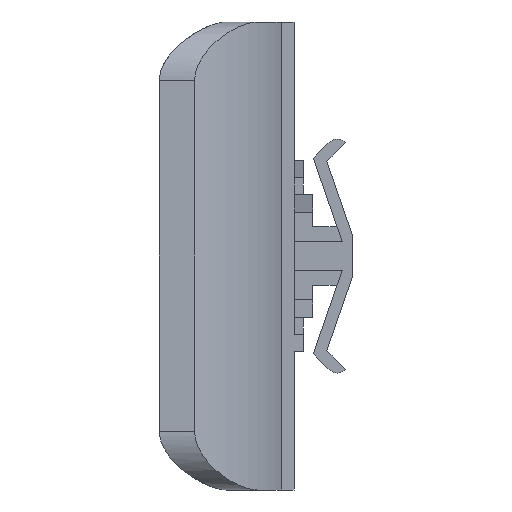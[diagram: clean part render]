
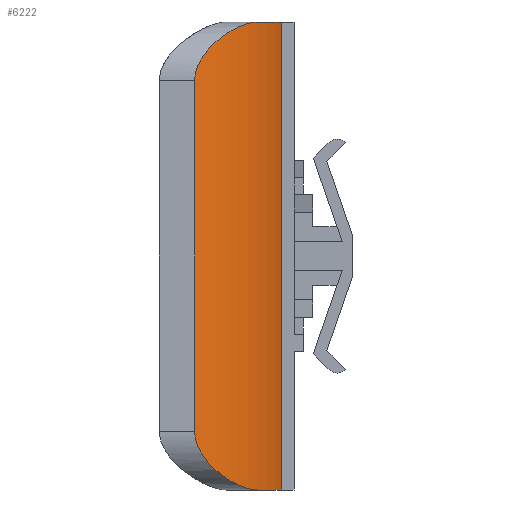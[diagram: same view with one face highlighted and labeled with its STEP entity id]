
A CAD part, front view. The second image highlights one B-rep face of the part: STEP entity #6222.
In plain terms, the highlighted cylindrical face has radius 17.5 mm (diameter 35 mm), a partial arc.
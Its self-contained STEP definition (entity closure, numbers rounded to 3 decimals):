
#2=CARTESIAN_POINT('',(-117.046,78.435,0.));
#3=DIRECTION('',(0.,0.,-1.));
#4=DIRECTION('',(0.939,-0.343,0.));
#5=AXIS2_PLACEMENT_3D('',#2,#3,#4);
#28=CARTESIAN_POINT('',(-102.685,68.435,0.));
#29=CARTESIAN_POINT('',(-102.797,68.274,0.));
#30=CARTESIAN_POINT('',(-103.031,67.948,0.015));
#31=CARTESIAN_POINT('',(-103.417,67.451,0.089));
#32=CARTESIAN_POINT('',(-103.833,66.954,0.215));
#33=CARTESIAN_POINT('',(-104.276,66.463,0.395));
#34=CARTESIAN_POINT('',(-104.743,65.984,0.631));
#35=CARTESIAN_POINT('',(-105.221,65.529,0.919));
#36=CARTESIAN_POINT('',(-105.698,65.108,1.254));
#37=CARTESIAN_POINT('',(-106.153,64.735,1.624));
#38=CARTESIAN_POINT('',(-106.568,64.415,2.013));
#39=CARTESIAN_POINT('',(-106.929,64.154,2.404));
#40=CARTESIAN_POINT('',(-107.229,63.947,2.784));
#41=CARTESIAN_POINT('',(-107.471,63.786,3.146));
#42=CARTESIAN_POINT('',(-107.66,63.664,3.489));
#43=CARTESIAN_POINT('',(-107.805,63.574,3.815));
#44=CARTESIAN_POINT('',(-107.91,63.509,4.125));
#45=CARTESIAN_POINT('',(-107.982,63.465,4.424));
#46=CARTESIAN_POINT('',(-108.023,63.44,4.714));
#47=CARTESIAN_POINT('',(-108.032,63.435,4.905));
#48=CARTESIAN_POINT('',(-108.032,63.435,5.));
#1565=DIRECTION('',(0.,0.,-1.));
#1566=VECTOR('',#1565,40.);
#1567=CARTESIAN_POINT('',(-100.607,72.435,40.));
#1568=LINE('',#1567,#1566);
#1569=DIRECTION('',(0.,0.,-1.));
#1570=VECTOR('',#1569,30.);
#1571=CARTESIAN_POINT('',(-108.032,63.435,35.));
#1572=LINE('',#1571,#1570);
#1573=CARTESIAN_POINT('',(-102.685,68.435,40.));
#1574=CARTESIAN_POINT('',(-102.797,68.274,40.));
#1575=CARTESIAN_POINT('',(-103.031,67.949,39.985));
#1576=CARTESIAN_POINT('',(-103.417,67.451,39.911));
#1577=CARTESIAN_POINT('',(-103.833,66.954,39.785));
#1578=CARTESIAN_POINT('',(-104.276,66.463,39.605));
#1579=CARTESIAN_POINT('',(-104.743,65.984,39.369));
#1580=CARTESIAN_POINT('',(-105.221,65.529,39.081));
#1581=CARTESIAN_POINT('',(-105.698,65.108,38.746));
#1582=CARTESIAN_POINT('',(-106.153,64.735,38.376));
#1583=CARTESIAN_POINT('',(-106.568,64.415,37.987));
#1584=CARTESIAN_POINT('',(-106.929,64.154,37.596));
#1585=CARTESIAN_POINT('',(-107.229,63.947,37.217));
#1586=CARTESIAN_POINT('',(-107.471,63.786,36.854));
#1587=CARTESIAN_POINT('',(-107.66,63.664,36.511));
#1588=CARTESIAN_POINT('',(-107.805,63.574,36.185));
#1589=CARTESIAN_POINT('',(-107.91,63.509,35.875));
#1590=CARTESIAN_POINT('',(-107.982,63.465,35.576));
#1591=CARTESIAN_POINT('',(-108.023,63.44,35.286));
#1592=CARTESIAN_POINT('',(-108.032,63.435,35.095));
#1593=CARTESIAN_POINT('',(-108.032,63.435,35.));
#1595=CARTESIAN_POINT('',(-117.046,78.435,40.));
#1596=DIRECTION('',(0.,0.,1.));
#1597=DIRECTION('',(0.821,-0.571,0.));
#1598=AXIS2_PLACEMENT_3D('',#1595,#1596,#1597);
#3812=CARTESIAN_POINT('',(-100.607,72.435,0.));
#3813=CARTESIAN_POINT('',(-102.685,68.435,0.));
#3814=VERTEX_POINT('',#3812);
#3815=VERTEX_POINT('',#3813);
#3829=VERTEX_POINT('',#48);
#3928=CARTESIAN_POINT('',(-108.032,63.435,35.));
#3929=VERTEX_POINT('',#3928);
#4060=CARTESIAN_POINT('',(-100.607,72.435,40.));
#4062=VERTEX_POINT('',#4060);
#4081=VERTEX_POINT('',#1573);
#6207=CARTESIAN_POINT('',(-117.046,78.435,0.));
#6208=DIRECTION('',(0.,0.,1.));
#6209=DIRECTION('',(1.,0.,0.));
#6210=AXIS2_PLACEMENT_3D('',#6207,#6208,#6209);
#6211=CYLINDRICAL_SURFACE('',#6210,17.5);
#6212=ORIENTED_EDGE('',*,*,#5319,.T.);
#6213=ORIENTED_EDGE('',*,*,#4767,.T.);
#6214=ORIENTED_EDGE('',*,*,#4793,.T.);
#6216=ORIENTED_EDGE('',*,*,#6215,.F.);
#6218=ORIENTED_EDGE('',*,*,#6217,.F.);
#6219=ORIENTED_EDGE('',*,*,#5170,.T.);
#6220=EDGE_LOOP('',(#6212,#6213,#6214,#6216,#6218,#6219));
#6221=FACE_OUTER_BOUND('',#6220,.F.);
#6222=ADVANCED_FACE('',(#6221),#6211,.T.);
#6=CIRCLE('',#5,17.5);
#49=B_SPLINE_CURVE_WITH_KNOTS('',3,(#28,#29,#30,#31,#32,#33,#34,#35,#36,#37,#38,
#39,#40,#41,#42,#43,#44,#45,#46,#47,#48),.UNSPECIFIED.,.F.,.F.,(4,1,1,1,1,1,1,1,
1,1,1,1,1,1,1,1,1,1,4),(0.,0.056,0.111,
0.167,0.222,0.278,0.333,
0.389,0.444,0.5,0.556,0.611,
0.667,0.722,0.778,0.833,
0.889,0.944,1.),.UNSPECIFIED.);
#1594=B_SPLINE_CURVE_WITH_KNOTS('',3,(#1573,#1574,#1575,#1576,#1577,#1578,#1579,
#1580,#1581,#1582,#1583,#1584,#1585,#1586,#1587,#1588,#1589,#1590,#1591,#1592,
#1593),.UNSPECIFIED.,.F.,.F.,(4,1,1,1,1,1,1,1,1,1,1,1,1,1,1,1,1,1,4),(0.,
0.056,0.111,0.167,0.222,
0.278,0.333,0.389,0.444,0.5,
0.556,0.611,0.667,0.722,
0.778,0.833,0.889,0.944,1.),
.UNSPECIFIED.);
#1599=CIRCLE('',#1598,17.5);
#4767=EDGE_CURVE('',#3814,#3815,#6,.T.);
#4793=EDGE_CURVE('',#3815,#3829,#49,.T.);
#5170=EDGE_CURVE('',#4081,#4062,#1599,.T.);
#5319=EDGE_CURVE('',#4062,#3814,#1568,.T.);
#6215=EDGE_CURVE('',#3929,#3829,#1572,.T.);
#6217=EDGE_CURVE('',#4081,#3929,#1594,.T.);
